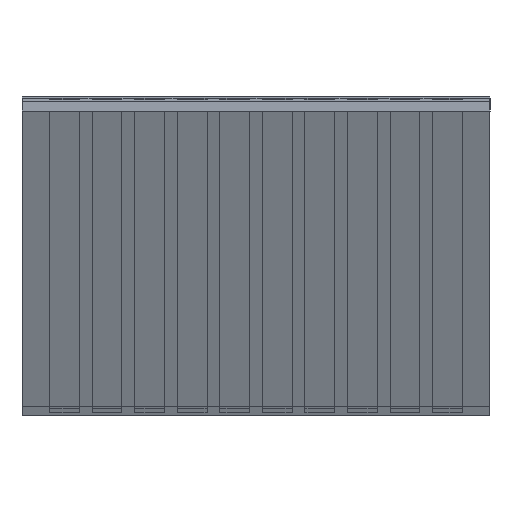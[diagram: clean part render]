
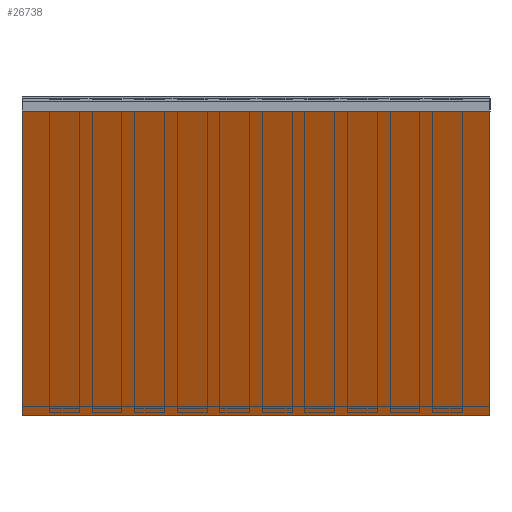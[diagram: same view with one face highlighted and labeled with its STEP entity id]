
A CAD part, left-side view. The second image highlights one B-rep face of the part: STEP entity #26738.
In plain terms, the highlighted planar face has unit normal (-0.911, 0, -0.412).
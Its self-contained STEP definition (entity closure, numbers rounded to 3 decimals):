
#457=ORIENTED_EDGE('',*,*,#6317,.T.);
#458=ORIENTED_EDGE('',*,*,#6305,.F.);
#459=ORIENTED_EDGE('',*,*,#6318,.F.);
#460=ORIENTED_EDGE('',*,*,#6314,.T.);
#6305=EDGE_CURVE('',#9214,#9213,#11219,.T.);
#6314=EDGE_CURVE('',#9221,#9220,#11227,.T.);
#6317=EDGE_CURVE('',#9220,#9213,#11229,.T.);
#6318=EDGE_CURVE('',#9221,#9214,#11230,.T.);
#9213=VERTEX_POINT('',#33941);
#9214=VERTEX_POINT('',#33943);
#9220=VERTEX_POINT('',#33966);
#9221=VERTEX_POINT('',#33968);
#11219=LINE('',#33944,#14137);
#11227=LINE('',#33967,#14145);
#11229=LINE('',#33976,#14147);
#11230=LINE('',#33977,#14148);
#14137=VECTOR('',#28938,1000.);
#14145=VECTOR('',#28956,1000.);
#14147=VECTOR('',#28960,1000.);
#14148=VECTOR('',#28961,1000.);
#16895=EDGE_LOOP('',(#457,#458,#459,#460));
#17879=FACE_BOUND('',#16895,.T.);
#18863=PLANE('',#27729);
#26738=ADVANCED_FACE('',(#17879),#18863,.F.);
#27729=AXIS2_PLACEMENT_3D('',#33975,#28958,#28959);
#28938=DIRECTION('',(0.,-1.,0.));
#28956=DIRECTION('',(0.,-1.,0.));
#28958=DIRECTION('',(0.911,0.,0.412));
#28959=DIRECTION('',(0.412,0.,-0.911));
#28960=DIRECTION('',(-0.412,0.,0.911));
#28961=DIRECTION('',(-0.412,0.,0.911));
#33941=CARTESIAN_POINT('',(35.04,0.,-0.167));
#33943=CARTESIAN_POINT('',(35.04,11.,-0.167));
#33944=CARTESIAN_POINT('',(35.04,11.,-0.167));
#33966=CARTESIAN_POINT('',(38.337,0.,-7.457));
#33967=CARTESIAN_POINT('',(38.337,11.,-7.457));
#33968=CARTESIAN_POINT('',(38.337,11.,-7.457));
#33975=CARTESIAN_POINT('',(35.04,11.,-0.167));
#33976=CARTESIAN_POINT('',(35.04,0.,-0.167));
#33977=CARTESIAN_POINT('',(35.04,11.,-0.167));
